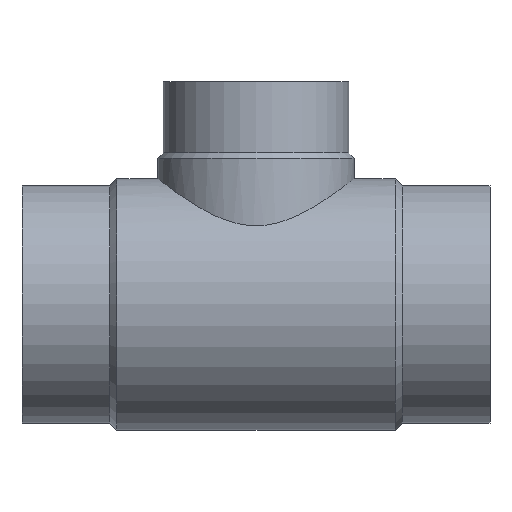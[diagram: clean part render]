
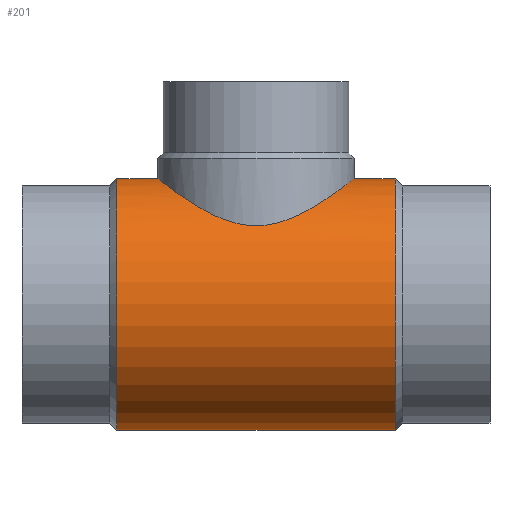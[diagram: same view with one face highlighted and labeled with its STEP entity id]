
A CAD part, top view. The second image highlights one B-rep face of the part: STEP entity #201.
In plain terms, the highlighted cylindrical face has radius 84.75 mm (diameter 169.5 mm), a partial arc.
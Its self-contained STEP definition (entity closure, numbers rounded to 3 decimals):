
#133 = EDGE_CURVE( '', #179, #299, #360, .T. );
#147 = VERTEX_POINT( '', #375 );
#167 = EDGE_CURVE( '', #179, #147, #398, .T. );
#169 = VERTEX_POINT( '', #400 );
#171 = VERTEX_POINT( '', #402 );
#179 = VERTEX_POINT( '', #412 );
#183 = EDGE_CURVE( '', #197, #169, #416, .T. );
#187 = EDGE_CURVE( '', #169, #171, #420, .T. );
#197 = VERTEX_POINT( '', #430 );
#201 = ADVANCED_FACE( '', ( #434 ), #435, .T. );
#249 = EDGE_CURVE( '', #171, #147, #490, .T. );
#299 = VERTEX_POINT( '', #548 );
#325 = EDGE_CURVE( '', #299, #197, #578, .T. );
#360 = LINE( '', #605, #606 );
#375 = CARTESIAN_POINT( '', ( -251.25, 84.75, 0. ) );
#398 = CIRCLE( '', #658, 84.75 );
#400 = CARTESIAN_POINT( '', ( -91.3, 84.75, 0. ) );
#402 = CARTESIAN_POINT( '', ( -223.7, 84.75, 0. ) );
#412 = CARTESIAN_POINT( '', ( -251.25, -84.75, 0. ) );
#416 = LINE( '', #678, #679 );
#420 = B_SPLINE_CURVE_WITH_KNOTS( '', 3, ( #684, #685, #686, #687, #688, #689, #690, #691, #692, #693, #694, #695, #696, #697, #698, #699, #700, #701, #702, #703, #704, #705, #706, #707, #708, #709, #710, #711, #712, #713, #714, #715, #716, #717, #718, #719, #720, #721, #722, #723, #724, #725, #726, #727, #728, #729, #730, #731, #732, #733, #734, #735, #736, #737, #738, #739, #740, #741, #742, #743, #744, #745, #746, #747, #748, #749 ), .UNSPECIFIED., .F., .F., ( 4, 2, 2, 2, 2, 2, 2, 2, 2, 2, 2, 2, 2, 2, 2, 2, 2, 2, 2, 2, 2, 2, 2, 2, 2, 2, 2, 2, 2, 2, 2, 2, 4 ), ( 106.366, 112.923, 119.481, 126.038, 132.596, 139.154, 145.711, 152.269, 158.826, 165.564, 172.303, 179.041, 185.779, 192.517, 199.255, 205.993, 212.732, 219.47, 226.208, 232.946, 239.684, 246.422, 253.161, 259.899, 266.637, 273.194, 279.752, 286.31, 292.867, 299.425, 305.982, 312.54, 319.097 ), .UNSPECIFIED. );
#430 = CARTESIAN_POINT( '', ( -63.75, 84.75, 0. ) );
#434 = FACE_OUTER_BOUND( '', #767, .T. );
#435 = CYLINDRICAL_SURFACE( '', #768, 84.75 );
#490 = LINE( '', #970, #971 );
#548 = CARTESIAN_POINT( '', ( -63.75, -84.75, 0. ) );
#578 = CIRCLE( '', #1117, 84.75 );
#605 = CARTESIAN_POINT( '', ( -157.5, -84.75, 0. ) );
#606 = VECTOR( '', #1179, 1. );
#658 = AXIS2_PLACEMENT_3D( '', #1229, #1230, #1231 );
#678 = CARTESIAN_POINT( '', ( -157.5, 84.75, 0. ) );
#679 = VECTOR( '', #1243, 1. );
#684 = CARTESIAN_POINT( '', ( -91.3, 84.75, 0. ) );
#685 = CARTESIAN_POINT( '', ( -91.3, 84.75, 2.186 ) );
#686 = CARTESIAN_POINT( '', ( -91.409, 84.665, 4.394 ) );
#687 = CARTESIAN_POINT( '', ( -91.851, 84.32, 8.809 ) );
#688 = CARTESIAN_POINT( '', ( -92.185, 84.06, 11.017 ) );
#689 = CARTESIAN_POINT( '', ( -93.075, 83.37, 15.389 ) );
#690 = CARTESIAN_POINT( '', ( -93.631, 82.941, 17.555 ) );
#691 = CARTESIAN_POINT( '', ( -94.955, 81.926, 21.806 ) );
#692 = CARTESIAN_POINT( '', ( -95.722, 81.341, 23.891 ) );
#693 = CARTESIAN_POINT( '', ( -97.448, 80.038, 27.948 ) );
#694 = CARTESIAN_POINT( '', ( -98.408, 79.319, 29.921 ) );
#695 = CARTESIAN_POINT( '', ( -100.496, 77.776, 33.73 ) );
#696 = CARTESIAN_POINT( '', ( -101.624, 76.951, 35.565 ) );
#697 = CARTESIAN_POINT( '', ( -104.019, 75.231, 39.073 ) );
#698 = CARTESIAN_POINT( '', ( -105.286, 74.334, 40.747 ) );
#699 = CARTESIAN_POINT( '', ( -107.921, 72.507, 43.916 ) );
#700 = CARTESIAN_POINT( '', ( -109.29, 71.577, 45.411 ) );
#701 = CARTESIAN_POINT( '', ( -112.128, 69.697, 48.249 ) );
#702 = CARTESIAN_POINT( '', ( -113.654, 68.71, 49.642 ) );
#703 = CARTESIAN_POINT( '', ( -116.865, 66.706, 52.303 ) );
#704 = CARTESIAN_POINT( '', ( -118.551, 65.689, 53.572 ) );
#705 = CARTESIAN_POINT( '', ( -122.063, 63.67, 55.957 ) );
#706 = CARTESIAN_POINT( '', ( -123.89, 62.667, 57.074 ) );
#707 = CARTESIAN_POINT( '', ( -127.666, 60.725, 59.135 ) );
#708 = CARTESIAN_POINT( '', ( -129.615, 59.787, 60.08 ) );
#709 = CARTESIAN_POINT( '', ( -133.618, 58.028, 61.78 ) );
#710 = CARTESIAN_POINT( '', ( -135.673, 57.207, 62.537 ) );
#711 = CARTESIAN_POINT( '', ( -139.869, 55.741, 63.847 ) );
#712 = CARTESIAN_POINT( '', ( -142.01, 55.096, 64.401 ) );
#713 = CARTESIAN_POINT( '', ( -146.357, 54.036, 65.293 ) );
#714 = CARTESIAN_POINT( '', ( -148.562, 53.62, 65.632 ) );
#715 = CARTESIAN_POINT( '', ( -153.011, 53.06, 66.085 ) );
#716 = CARTESIAN_POINT( '', ( -155.254, 52.916, 66.2 ) );
#717 = CARTESIAN_POINT( '', ( -159.746, 52.916, 66.2 ) );
#718 = CARTESIAN_POINT( '', ( -161.989, 53.06, 66.085 ) );
#719 = CARTESIAN_POINT( '', ( -166.438, 53.62, 65.632 ) );
#720 = CARTESIAN_POINT( '', ( -168.643, 54.036, 65.293 ) );
#721 = CARTESIAN_POINT( '', ( -172.99, 55.096, 64.401 ) );
#722 = CARTESIAN_POINT( '', ( -175.131, 55.741, 63.847 ) );
#723 = CARTESIAN_POINT( '', ( -179.327, 57.207, 62.537 ) );
#724 = CARTESIAN_POINT( '', ( -181.382, 58.028, 61.78 ) );
#725 = CARTESIAN_POINT( '', ( -185.385, 59.787, 60.08 ) );
#726 = CARTESIAN_POINT( '', ( -187.334, 60.725, 59.135 ) );
#727 = CARTESIAN_POINT( '', ( -191.11, 62.667, 57.074 ) );
#728 = CARTESIAN_POINT( '', ( -192.937, 63.67, 55.957 ) );
#729 = CARTESIAN_POINT( '', ( -196.449, 65.689, 53.572 ) );
#730 = CARTESIAN_POINT( '', ( -198.135, 66.706, 52.303 ) );
#731 = CARTESIAN_POINT( '', ( -201.346, 68.71, 49.642 ) );
#732 = CARTESIAN_POINT( '', ( -202.872, 69.697, 48.249 ) );
#733 = CARTESIAN_POINT( '', ( -205.71, 71.577, 45.411 ) );
#734 = CARTESIAN_POINT( '', ( -207.079, 72.507, 43.916 ) );
#735 = CARTESIAN_POINT( '', ( -209.714, 74.334, 40.747 ) );
#736 = CARTESIAN_POINT( '', ( -210.981, 75.231, 39.073 ) );
#737 = CARTESIAN_POINT( '', ( -213.376, 76.951, 35.565 ) );
#738 = CARTESIAN_POINT( '', ( -214.504, 77.776, 33.73 ) );
#739 = CARTESIAN_POINT( '', ( -216.592, 79.319, 29.921 ) );
#740 = CARTESIAN_POINT( '', ( -217.552, 80.038, 27.948 ) );
#741 = CARTESIAN_POINT( '', ( -219.278, 81.341, 23.891 ) );
#742 = CARTESIAN_POINT( '', ( -220.045, 81.926, 21.806 ) );
#743 = CARTESIAN_POINT( '', ( -221.369, 82.941, 17.555 ) );
#744 = CARTESIAN_POINT( '', ( -221.925, 83.37, 15.389 ) );
#745 = CARTESIAN_POINT( '', ( -222.815, 84.06, 11.017 ) );
#746 = CARTESIAN_POINT( '', ( -223.149, 84.32, 8.809 ) );
#747 = CARTESIAN_POINT( '', ( -223.591, 84.665, 4.394 ) );
#748 = CARTESIAN_POINT( '', ( -223.7, 84.75, 2.186 ) );
#749 = CARTESIAN_POINT( '', ( -223.7, 84.75, 0. ) );
#767 = EDGE_LOOP( '', ( #1252, #1253, #1254, #1255, #1256, #1257 ) );
#768 = AXIS2_PLACEMENT_3D( '', #1258, #1259, #1260 );
#970 = CARTESIAN_POINT( '', ( -157.5, 84.75, 0. ) );
#971 = VECTOR( '', #1312, 1. );
#1117 = AXIS2_PLACEMENT_3D( '', #1440, #1441, #1442 );
#1179 = DIRECTION( '', ( 1., 0., 0. ) );
#1229 = CARTESIAN_POINT( '', ( -251.25, 0., 0. ) );
#1230 = DIRECTION( '', ( -1., 0., 0. ) );
#1231 = DIRECTION( '', ( 0., 1., 0. ) );
#1243 = DIRECTION( '', ( -1., 0., 0. ) );
#1252 = ORIENTED_EDGE( '', *, *, #183, .T. );
#1253 = ORIENTED_EDGE( '', *, *, #187, .T. );
#1254 = ORIENTED_EDGE( '', *, *, #249, .T. );
#1255 = ORIENTED_EDGE( '', *, *, #167, .F. );
#1256 = ORIENTED_EDGE( '', *, *, #133, .T. );
#1257 = ORIENTED_EDGE( '', *, *, #325, .T. );
#1258 = CARTESIAN_POINT( '', ( -157.5, 0., 0. ) );
#1259 = DIRECTION( '', ( 1., 0., 0. ) );
#1260 = DIRECTION( '', ( 0., 1., 0. ) );
#1312 = DIRECTION( '', ( -1., 0., 0. ) );
#1440 = CARTESIAN_POINT( '', ( -63.75, 0., 0. ) );
#1441 = DIRECTION( '', ( -1., 0., 0. ) );
#1442 = DIRECTION( '', ( 0., 1., 0. ) );
